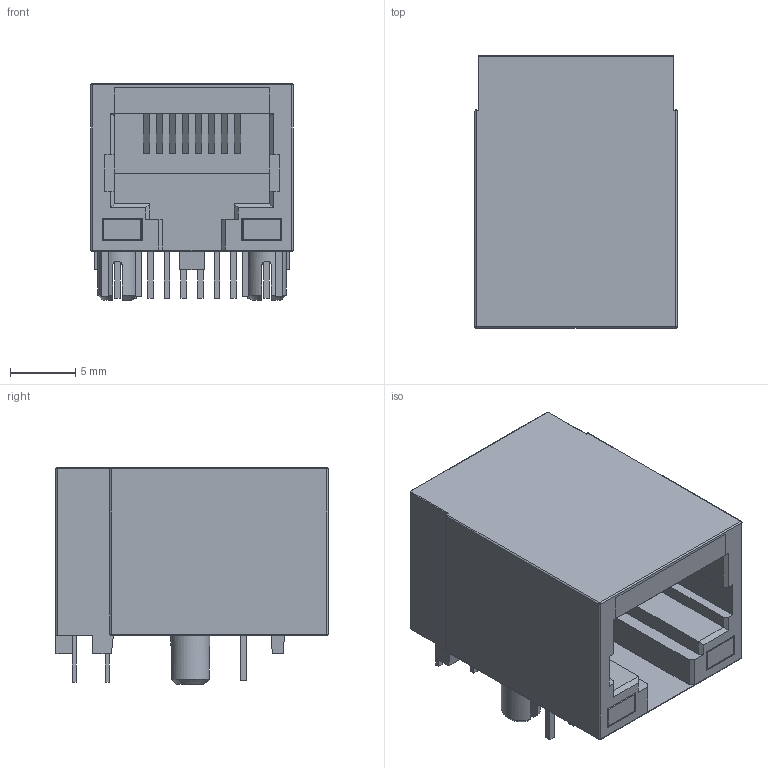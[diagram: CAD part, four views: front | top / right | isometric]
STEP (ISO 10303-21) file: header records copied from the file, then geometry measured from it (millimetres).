
FILE_DESCRIPTION(/* description */ ('Unknown'),/* implementation_level */ '2;1');
FILE_NAME(/* name */ 'T_Wurth_WE-RJ45LAN_THR_7498111123',/* time_stamp */ '2025-08-21T17:32:07+08:00',/* author */ ('Unknown'),/* organization */ ('Unknown'),/* preprocessor_version */ 'ST-DEVELOPER v19.4',/* originating_system */ 'Solid Edge',/* authorisation */ 'Unknown');
FILE_SCHEMA (('AUTOMOTIVE_DESIGN {1 0 10303 214 3 1 1}'));
Length unit declared in the file: millimetre
Products named in the file (2): T_Wurth_WE-RJ45LAN_THR_7498111123
Assembly tree (1 placements, depth 2):
  T_Wurth_WE-RJ45LAN_THR_7498111123
    T_Wurth_WE-RJ45LAN_THR_7498111123
Bounding box: 15.48 x 20.85 x 16.6 mm (x, y, z)
Volume: 2024.2 mm3; surface area: 3437.4 mm2
Topology: 11 solids, 11 shells, 392 faces, 1151 edges, 713 vertices
Faces by surface type: plane 305, cylinder 65, sphere 14, cone 4, torus 2, bspline 2
Full cylindrical faces by diameter (mm): 3 x2
Entity records: 15168 total; most frequent: CARTESIAN_POINT 2360, ORIENTED_EDGE 2262, DIRECTION 2011, EDGE_CURVE 1131, LINE 975, VECTOR 975, VERTEX_POINT 711, AXIS2_PLACEMENT_3D 518
